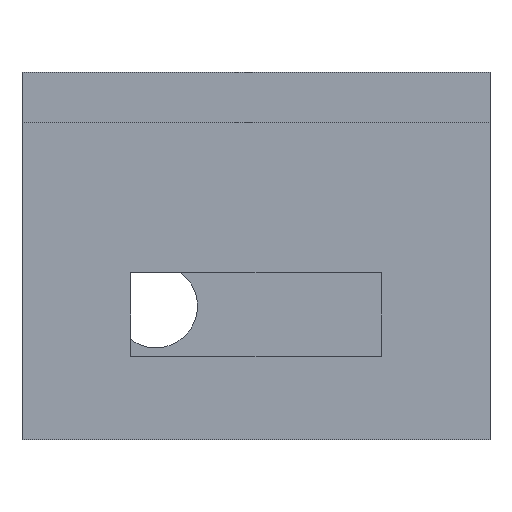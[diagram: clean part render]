
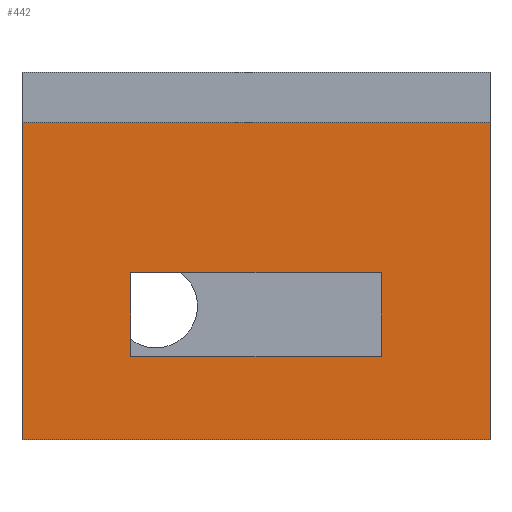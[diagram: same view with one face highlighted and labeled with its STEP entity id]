
A CAD part, front view. The second image highlights one B-rep face of the part: STEP entity #442.
In plain terms, the highlighted planar face has unit normal (0, -1, 0).
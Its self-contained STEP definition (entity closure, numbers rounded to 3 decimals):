
#24=FACE_BOUND('',#81,.T.);
#53=FACE_OUTER_BOUND('',#80,.T.);
#80=EDGE_LOOP('',(#355,#356,#357,#358));
#81=EDGE_LOOP('',(#359,#360,#361,#362));
#98=LINE('',#625,#149);
#101=LINE('',#631,#152);
#104=LINE('',#637,#155);
#107=LINE('',#641,#158);
#124=LINE('',#689,#175);
#132=LINE('',#704,#183);
#133=LINE('',#706,#184);
#134=LINE('',#707,#185);
#149=VECTOR('',#507,10.);
#152=VECTOR('',#512,10.);
#155=VECTOR('',#517,10.);
#158=VECTOR('',#522,10.);
#175=VECTOR('',#567,10.);
#183=VECTOR('',#579,10.);
#184=VECTOR('',#582,10.);
#185=VECTOR('',#583,10.);
#200=VERTEX_POINT('',#622);
#201=VERTEX_POINT('',#624);
#203=VERTEX_POINT('',#630);
#205=VERTEX_POINT('',#636);
#221=VERTEX_POINT('',#686);
#222=VERTEX_POINT('',#688);
#226=VERTEX_POINT('',#700);
#227=VERTEX_POINT('',#702);
#238=EDGE_CURVE('',#201,#200,#98,.T.);
#241=EDGE_CURVE('',#203,#201,#101,.T.);
#244=EDGE_CURVE('',#205,#203,#104,.T.);
#247=EDGE_CURVE('',#200,#205,#107,.T.);
#270=EDGE_CURVE('',#221,#222,#124,.T.);
#278=EDGE_CURVE('',#226,#227,#132,.T.);
#279=EDGE_CURVE('',#221,#226,#133,.T.);
#280=EDGE_CURVE('',#222,#227,#134,.T.);
#355=ORIENTED_EDGE('',*,*,#279,.T.);
#356=ORIENTED_EDGE('',*,*,#278,.T.);
#357=ORIENTED_EDGE('',*,*,#280,.F.);
#358=ORIENTED_EDGE('',*,*,#270,.F.);
#359=ORIENTED_EDGE('',*,*,#244,.T.);
#360=ORIENTED_EDGE('',*,*,#241,.T.);
#361=ORIENTED_EDGE('',*,*,#238,.T.);
#362=ORIENTED_EDGE('',*,*,#247,.T.);
#418=PLANE('',#488);
#442=ADVANCED_FACE('',(#53,#24),#418,.T.);
#488=AXIS2_PLACEMENT_3D('',#705,#580,#581);
#507=DIRECTION('',(0.,0.,1.));
#512=DIRECTION('',(-1.,0.,0.));
#517=DIRECTION('',(0.,0.,-1.));
#522=DIRECTION('',(1.,0.,0.));
#567=DIRECTION('',(0.,0.,1.));
#579=DIRECTION('',(0.,0.,1.));
#580=DIRECTION('center_axis',(0.,-1.,0.));
#581=DIRECTION('ref_axis',(1.,0.,0.));
#582=DIRECTION('',(1.,0.,0.));
#583=DIRECTION('',(1.,0.,0.));
#622=CARTESIAN_POINT('',(-18.5,-56.,10.));
#624=CARTESIAN_POINT('',(-18.5,-56.,5.));
#625=CARTESIAN_POINT('',(-18.5,-56.,2.5));
#630=CARTESIAN_POINT('',(-3.5,-56.,5.));
#631=CARTESIAN_POINT('',(-14.25,-56.,5.));
#636=CARTESIAN_POINT('',(-3.5,-56.,10.));
#637=CARTESIAN_POINT('',(-3.5,-56.,5.));
#641=CARTESIAN_POINT('',(-21.75,-56.,10.));
#686=CARTESIAN_POINT('',(-25.,-56.,0.));
#688=CARTESIAN_POINT('',(-25.,-56.,19.));
#689=CARTESIAN_POINT('',(-25.,-56.,0.));
#700=CARTESIAN_POINT('',(3.,-56.,0.));
#702=CARTESIAN_POINT('',(3.,-56.,19.));
#704=CARTESIAN_POINT('',(3.,-56.,0.));
#705=CARTESIAN_POINT('Origin',(-25.,-56.,0.));
#706=CARTESIAN_POINT('',(-25.,-56.,0.));
#707=CARTESIAN_POINT('',(-25.,-56.,19.));
